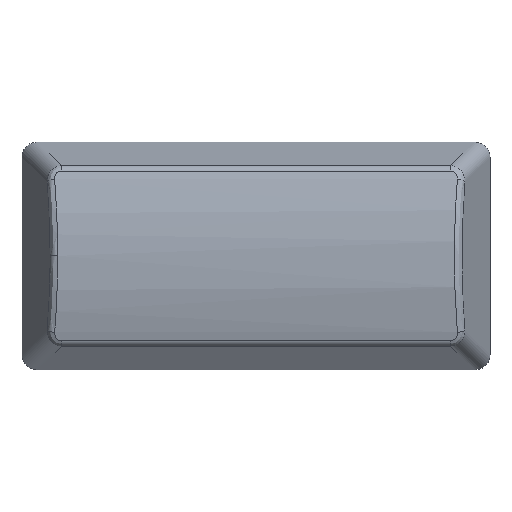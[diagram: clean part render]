
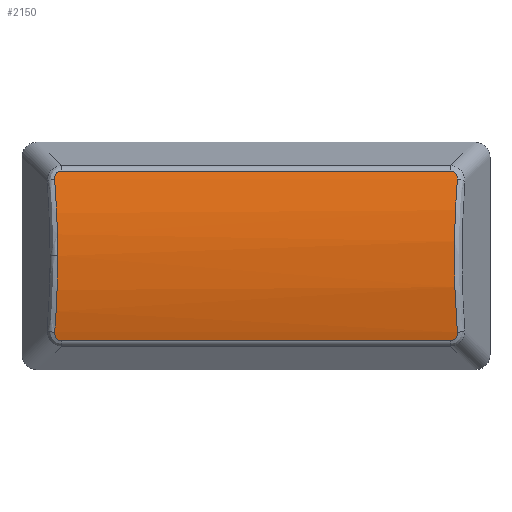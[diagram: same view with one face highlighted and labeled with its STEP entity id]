
A CAD part, top view. The second image highlights one B-rep face of the part: STEP entity #2150.
In plain terms, the highlighted cylindrical face has radius 25.296 mm (diameter 50.591 mm), a partial arc.
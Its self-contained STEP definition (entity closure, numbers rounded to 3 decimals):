
#2016=CARTESIAN_POINT('',(-930.739,124.3,-18.096));
#2017=DIRECTION('',(1.,0.,0.));
#2018=DIRECTION('',(0.,0.,-1.));
#2019=AXIS2_PLACEMENT_3D('',#2016,#2017,#2018);
#2020=CYLINDRICAL_SURFACE('',#2019,25.296);
#2021=CARTESIAN_POINT('',(-79.31,130.35,6.466));
#2022=VERTEX_POINT('',#2021);
#2023=CARTESIAN_POINT('',(-79.851,131.014,6.293));
#2024=VERTEX_POINT('',#2023);
#2025=CARTESIAN_POINT('',(-79.31,130.35,6.466));
#2026=CARTESIAN_POINT('',(-79.304,130.431,6.446));
#2027=CARTESIAN_POINT('',(-79.309,130.511,6.426));
#2028=CARTESIAN_POINT('',(-79.329,130.59,6.406));
#2029=CARTESIAN_POINT('',(-79.349,130.668,6.385));
#2030=CARTESIAN_POINT('',(-79.382,130.743,6.366));
#2031=CARTESIAN_POINT('',(-79.431,130.807,6.349));
#2032=CARTESIAN_POINT('',(-79.455,130.839,6.34));
#2033=CARTESIAN_POINT('',(-79.483,130.868,6.332));
#2034=CARTESIAN_POINT('',(-79.513,130.894,6.325));
#2035=CARTESIAN_POINT('',(-79.544,130.92,6.318));
#2036=CARTESIAN_POINT('',(-79.579,130.942,6.312));
#2037=CARTESIAN_POINT('',(-79.615,130.96,6.307));
#2038=CARTESIAN_POINT('',(-79.687,130.996,6.298));
#2039=CARTESIAN_POINT('',(-79.769,131.014,6.293));
#2040=CARTESIAN_POINT('',(-79.851,131.014,6.293));
#2041=B_SPLINE_CURVE_WITH_KNOTS('',3,(#2025,#2026,#2027,#2028,#2029,#2030,#2031,#2032,#2033,#2034,#2035,#2036,#2037,#2038,#2039,#2040),.UNSPECIFIED.,.F.,.F.,(4,3,3,3,3,4),(0.,0.,0.,0.001,0.001,0.001),.UNSPECIFIED.);
#2042=EDGE_CURVE('',#2022,#2024,#2041,.T.);
#2043=ORIENTED_EDGE('',*,*,#2042,.T.);
#2044=CARTESIAN_POINT('',(-110.649,131.014,6.293));
#2045=VERTEX_POINT('',#2044);
#2046=CARTESIAN_POINT('',(-79.851,131.014,6.293));
#2047=DIRECTION('',(-1.,-0.,-0.));
#2048=VECTOR('',#2047,30.798);
#2049=LINE('',#2046,#2048);
#2050=EDGE_CURVE('',#2024,#2045,#2049,.T.);
#2051=ORIENTED_EDGE('',*,*,#2050,.T.);
#2052=CARTESIAN_POINT('',(-111.19,130.35,6.466));
#2053=VERTEX_POINT('',#2052);
#2054=CARTESIAN_POINT('',(-110.649,131.014,6.293));
#2055=CARTESIAN_POINT('',(-110.69,131.014,6.293));
#2056=CARTESIAN_POINT('',(-110.73,131.009,6.294));
#2057=CARTESIAN_POINT('',(-110.77,131.001,6.296));
#2058=CARTESIAN_POINT('',(-110.809,130.992,6.299));
#2059=CARTESIAN_POINT('',(-110.848,130.978,6.303));
#2060=CARTESIAN_POINT('',(-110.884,130.961,6.307));
#2061=CARTESIAN_POINT('',(-110.956,130.925,6.317));
#2062=CARTESIAN_POINT('',(-111.02,130.872,6.331));
#2063=CARTESIAN_POINT('',(-111.069,130.808,6.349));
#2064=CARTESIAN_POINT('',(-111.117,130.743,6.366));
#2065=CARTESIAN_POINT('',(-111.151,130.669,6.385));
#2066=CARTESIAN_POINT('',(-111.171,130.59,6.405));
#2067=CARTESIAN_POINT('',(-111.191,130.512,6.426));
#2068=CARTESIAN_POINT('',(-111.196,130.431,6.446));
#2069=CARTESIAN_POINT('',(-111.19,130.35,6.466));
#2070=B_SPLINE_CURVE_WITH_KNOTS('',3,(#2054,#2055,#2056,#2057,#2058,#2059,#2060,#2061,#2062,#2063,#2064,#2065,#2066,#2067,#2068,#2069),.UNSPECIFIED.,.F.,.F.,(4,3,3,3,3,4),(-0.,0.,0.,0.,0.001,0.001),.UNSPECIFIED.);
#2071=EDGE_CURVE('',#2045,#2053,#2070,.T.);
#2072=ORIENTED_EDGE('',*,*,#2071,.T.);
#2073=CARTESIAN_POINT('',(-110.954,124.3,7.2));
#2074=VERTEX_POINT('',#2073);
#2075=CARTESIAN_POINT('',(-119.07,124.3,-18.096));
#2076=DIRECTION('',(0.952,-0.,-0.305));
#2077=DIRECTION('',(0.305,0.,0.952));
#2078=AXIS2_PLACEMENT_3D('',#2075,#2076,#2077);
#2079=ELLIPSE('',#2078,26.566,25.296);
#2080=EDGE_CURVE('',#2053,#2074,#2079,.T.);
#2081=ORIENTED_EDGE('',*,*,#2080,.T.);
#2082=CARTESIAN_POINT('',(-111.19,118.25,6.466));
#2083=VERTEX_POINT('',#2082);
#2084=CARTESIAN_POINT('',(-119.07,124.3,-18.096));
#2085=DIRECTION('',(0.952,-0.,-0.305));
#2086=DIRECTION('',(0.305,0.,0.952));
#2087=AXIS2_PLACEMENT_3D('',#2084,#2085,#2086);
#2088=ELLIPSE('',#2087,26.566,25.296);
#2089=EDGE_CURVE('',#2074,#2083,#2088,.T.);
#2090=ORIENTED_EDGE('',*,*,#2089,.T.);
#2091=CARTESIAN_POINT('',(-110.649,117.586,6.293));
#2092=VERTEX_POINT('',#2091);
#2093=CARTESIAN_POINT('',(-111.19,118.25,6.466));
#2094=CARTESIAN_POINT('',(-111.196,118.169,6.446));
#2095=CARTESIAN_POINT('',(-111.191,118.088,6.426));
#2096=CARTESIAN_POINT('',(-111.171,118.01,6.405));
#2097=CARTESIAN_POINT('',(-111.151,117.931,6.385));
#2098=CARTESIAN_POINT('',(-111.117,117.857,6.366));
#2099=CARTESIAN_POINT('',(-111.069,117.792,6.349));
#2100=CARTESIAN_POINT('',(-111.02,117.728,6.331));
#2101=CARTESIAN_POINT('',(-110.956,117.675,6.317));
#2102=CARTESIAN_POINT('',(-110.884,117.639,6.307));
#2103=CARTESIAN_POINT('',(-110.848,117.622,6.303));
#2104=CARTESIAN_POINT('',(-110.809,117.608,6.299));
#2105=CARTESIAN_POINT('',(-110.77,117.599,6.296));
#2106=CARTESIAN_POINT('',(-110.73,117.591,6.294));
#2107=CARTESIAN_POINT('',(-110.69,117.586,6.293));
#2108=CARTESIAN_POINT('',(-110.649,117.586,6.293));
#2109=B_SPLINE_CURVE_WITH_KNOTS('',3,(#2093,#2094,#2095,#2096,#2097,#2098,#2099,#2100,#2101,#2102,#2103,#2104,#2105,#2106,#2107,#2108),.UNSPECIFIED.,.F.,.F.,(4,3,3,3,3,4),(0.,0.,0.,0.001,0.001,0.001),.UNSPECIFIED.);
#2110=EDGE_CURVE('',#2083,#2092,#2109,.T.);
#2111=ORIENTED_EDGE('',*,*,#2110,.T.);
#2112=CARTESIAN_POINT('',(-79.851,117.586,6.293));
#2113=VERTEX_POINT('',#2112);
#2114=CARTESIAN_POINT('',(-110.649,117.586,6.293));
#2115=DIRECTION('',(1.,0.,0.));
#2116=VECTOR('',#2115,30.798);
#2117=LINE('',#2114,#2116);
#2118=EDGE_CURVE('',#2092,#2113,#2117,.T.);
#2119=ORIENTED_EDGE('',*,*,#2118,.T.);
#2120=CARTESIAN_POINT('',(-79.31,118.25,6.466));
#2121=VERTEX_POINT('',#2120);
#2122=CARTESIAN_POINT('',(-79.851,117.586,6.293));
#2123=CARTESIAN_POINT('',(-79.769,117.586,6.293));
#2124=CARTESIAN_POINT('',(-79.687,117.604,6.298));
#2125=CARTESIAN_POINT('',(-79.615,117.64,6.307));
#2126=CARTESIAN_POINT('',(-79.579,117.658,6.312));
#2127=CARTESIAN_POINT('',(-79.544,117.68,6.318));
#2128=CARTESIAN_POINT('',(-79.513,117.706,6.325));
#2129=CARTESIAN_POINT('',(-79.483,117.732,6.332));
#2130=CARTESIAN_POINT('',(-79.455,117.761,6.34));
#2131=CARTESIAN_POINT('',(-79.431,117.793,6.349));
#2132=CARTESIAN_POINT('',(-79.382,117.857,6.366));
#2133=CARTESIAN_POINT('',(-79.349,117.932,6.385));
#2134=CARTESIAN_POINT('',(-79.329,118.01,6.406));
#2135=CARTESIAN_POINT('',(-79.309,118.089,6.426));
#2136=CARTESIAN_POINT('',(-79.304,118.169,6.446));
#2137=CARTESIAN_POINT('',(-79.31,118.25,6.466));
#2138=B_SPLINE_CURVE_WITH_KNOTS('',3,(#2122,#2123,#2124,#2125,#2126,#2127,#2128,#2129,#2130,#2131,#2132,#2133,#2134,#2135,#2136,#2137),.UNSPECIFIED.,.F.,.F.,(4,3,3,3,3,4),(-0.,0.,0.,0.,0.001,0.001),.UNSPECIFIED.);
#2139=EDGE_CURVE('',#2113,#2121,#2138,.T.);
#2140=ORIENTED_EDGE('',*,*,#2139,.T.);
#2141=CARTESIAN_POINT('',(-71.43,124.3,-18.096));
#2142=DIRECTION('',(-0.952,-0.,-0.305));
#2143=DIRECTION('',(0.305,0.,-0.952));
#2144=AXIS2_PLACEMENT_3D('',#2141,#2142,#2143);
#2145=ELLIPSE('',#2144,26.566,25.296);
#2146=EDGE_CURVE('',#2121,#2022,#2145,.T.);
#2147=ORIENTED_EDGE('',*,*,#2146,.T.);
#2148=EDGE_LOOP('',(#2043,#2051,#2072,#2081,#2090,#2111,#2119,#2140,#2147));
#2149=FACE_BOUND('',#2148,.T.);
#2150=ADVANCED_FACE('',(#2149),#2020,.T.);
